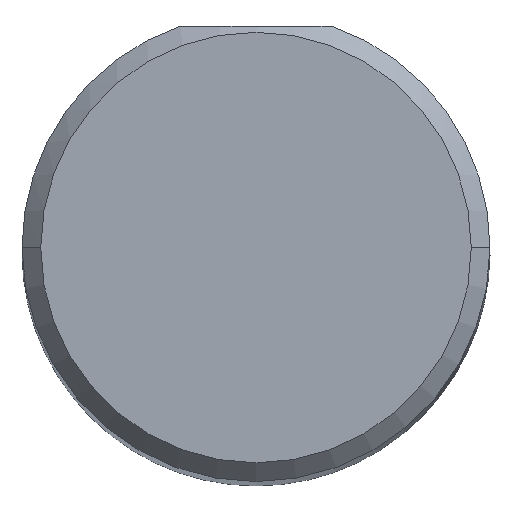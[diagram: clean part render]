
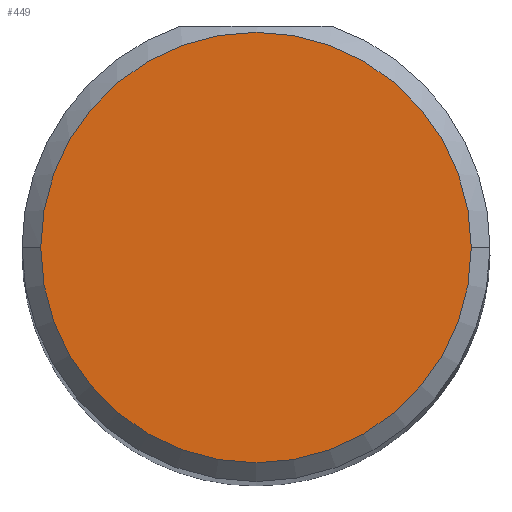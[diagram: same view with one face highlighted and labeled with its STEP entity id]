
A CAD part, top view. The second image highlights one B-rep face of the part: STEP entity #449.
In plain terms, the highlighted planar face has unit normal (0, 0, 1).
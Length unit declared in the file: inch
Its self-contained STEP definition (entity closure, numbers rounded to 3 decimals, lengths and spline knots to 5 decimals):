
#43 = CARTESIAN_POINT ( 'NONE',  ( 0.1725, 0., 4. ) ) ;
#52 = ORIENTED_EDGE ( 'NONE', *, *, #101, .T. ) ;
#82 = AXIS2_PLACEMENT_3D ( 'NONE', #359, #476, #281 ) ;
#99 = AXIS2_PLACEMENT_3D ( 'NONE', #354, #516, #405 ) ;
#101 = EDGE_CURVE ( 'NONE', #297, #375, #147, .T. ) ;
#105 = CARTESIAN_POINT ( 'NONE',  ( 0., 0., 4. ) ) ;
#111 = FACE_OUTER_BOUND ( 'NONE', #383, .T. ) ;
#147 = CIRCLE ( 'NONE', #184, 0.1725 ) ;
#156 = DIRECTION ( 'NONE',  ( 0., 0., 1. ) ) ;
#184 = AXIS2_PLACEMENT_3D ( 'NONE', #105, #156, #355 ) ;
#229 = CARTESIAN_POINT ( 'NONE',  ( -0.1725, 0., 4. ) ) ;
#237 = PLANE ( 'NONE',  #99 ) ;
#281 = DIRECTION ( 'NONE',  ( 1., 0., 0. ) ) ;
#297 = VERTEX_POINT ( 'NONE', #43 ) ;
#354 = CARTESIAN_POINT ( 'NONE',  ( 0., 0., 4. ) ) ;
#355 = DIRECTION ( 'NONE',  ( 1., 0., 0. ) ) ;
#359 = CARTESIAN_POINT ( 'NONE',  ( 0., 0., 4. ) ) ;
#375 = VERTEX_POINT ( 'NONE', #229 ) ;
#383 = EDGE_LOOP ( 'NONE', ( #459, #52 ) ) ;
#405 = DIRECTION ( 'NONE',  ( 1., 0., 0. ) ) ;
#446 = CIRCLE ( 'NONE', #82, 0.1725 ) ;
#449 = ADVANCED_FACE ( 'NONE', ( #111 ), #237, .T. ) ;
#459 = ORIENTED_EDGE ( 'NONE', *, *, #460, .T. ) ;
#460 = EDGE_CURVE ( 'NONE', #375, #297, #446, .T. ) ;
#476 = DIRECTION ( 'NONE',  ( 0., 0., 1. ) ) ;
#516 = DIRECTION ( 'NONE',  ( 0., 0., 1. ) ) ;
